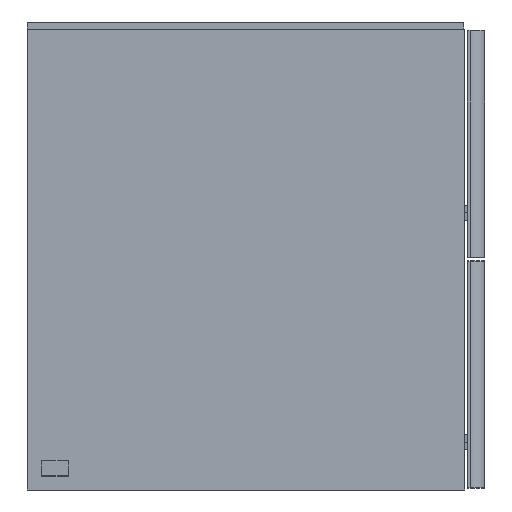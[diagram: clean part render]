
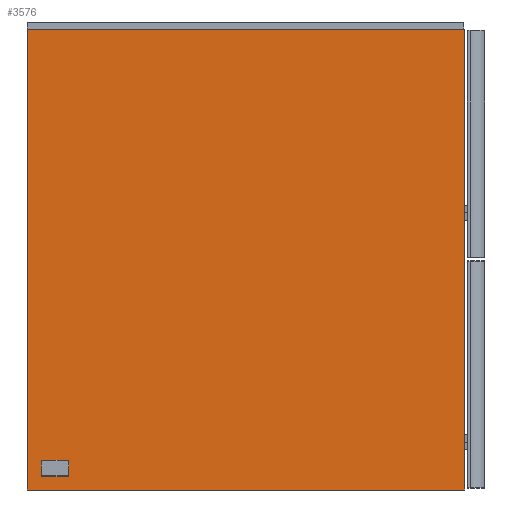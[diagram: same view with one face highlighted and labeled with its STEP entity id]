
A CAD part, left-side view. The second image highlights one B-rep face of the part: STEP entity #3576.
In plain terms, the highlighted planar face has unit normal (-1, 0, 0).
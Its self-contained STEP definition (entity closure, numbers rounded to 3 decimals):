
#3503=CARTESIAN_POINT('',(18201.086,-1142.242,1348.0));
#3504=VERTEX_POINT('',#3503);
#3511=CARTESIAN_POINT('',(18201.086,-1613.242,1348.0));
#3512=VERTEX_POINT('',#3511);
#3513=CARTESIAN_POINT('',(18201.086,-1142.242,1348.0));
#3514=DIRECTION('',(0.0,-1.0,0.0));
#3515=VECTOR('',#3514,471.);
#3516=LINE('',#3513,#3515);
#3517=EDGE_CURVE('',#3504,#3512,#3516,.T.);
#3535=CARTESIAN_POINT('',(18201.086,-1613.242,852.0));
#3536=VERTEX_POINT('',#3535);
#3537=CARTESIAN_POINT('',(18201.086,-1613.242,1348.0));
#3538=DIRECTION('',(0.0,0.0,-1.0));
#3539=VECTOR('',#3538,496.);
#3540=LINE('',#3537,#3539);
#3541=EDGE_CURVE('',#3512,#3536,#3540,.T.);
#3553=CARTESIAN_POINT('',(18201.086,-1377.742,851.999));
#3554=DIRECTION('',(-1.0,0.0,0.0));
#3555=DIRECTION('',(0.0,0.0,1.0));
#3556=AXIS2_PLACEMENT_3D('',#3553,#3554,#3555);
#3557=PLANE('',#3556);
#3558=ORIENTED_EDGE('',*,*,#3541,.F.);
#3559=ORIENTED_EDGE('',*,*,#3517,.F.);
#3560=CARTESIAN_POINT('',(18201.086,-1142.242,852.0));
#3561=VERTEX_POINT('',#3560);
#3562=CARTESIAN_POINT('',(18201.086,-1142.242,852.0));
#3563=DIRECTION('',(0.0,0.0,1.0));
#3564=VECTOR('',#3563,496.0);
#3565=LINE('',#3562,#3564);
#3566=EDGE_CURVE('',#3561,#3504,#3565,.T.);
#3567=ORIENTED_EDGE('',*,*,#3566,.F.);
#3568=CARTESIAN_POINT('',(18201.086,-1142.242,852.0));
#3569=DIRECTION('',(0.0,-1.0,0.0));
#3570=VECTOR('',#3569,471.);
#3571=LINE('',#3568,#3570);
#3572=EDGE_CURVE('',#3561,#3536,#3571,.T.);
#3573=ORIENTED_EDGE('',*,*,#3572,.T.);
#3574=EDGE_LOOP('',(#3558,#3559,#3567,#3573));
#3575=FACE_OUTER_BOUND('',#3574,.T.);
#3576=ADVANCED_FACE('',(#3575),#3557,.T.);
